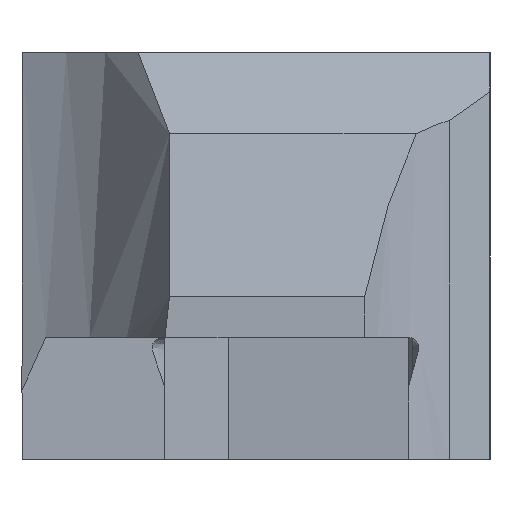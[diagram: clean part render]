
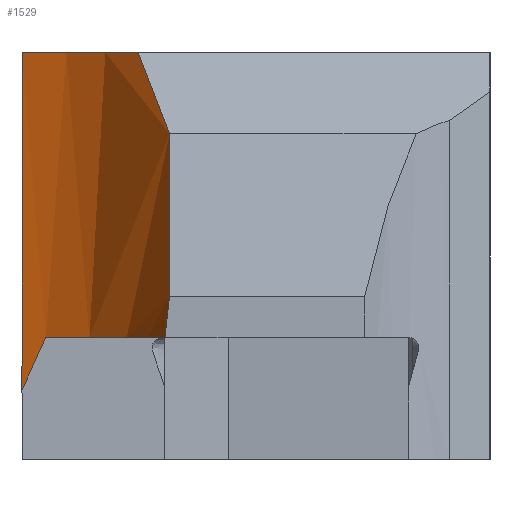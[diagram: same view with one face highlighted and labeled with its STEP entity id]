
A CAD part, left-side view. The second image highlights one B-rep face of the part: STEP entity #1529.
In plain terms, the highlighted free-form (B-spline) face has degree [3, 1] with [4, 2] control points.
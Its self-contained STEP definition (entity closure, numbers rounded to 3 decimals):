
#42 = CARTESIAN_POINT ( 'NONE',  ( 0., 7.949, -16.667 ) ) ;
#57 = CARTESIAN_POINT ( 'NONE',  ( 3.446, 10.916, -17. ) ) ;
#60 = VERTEX_POINT ( 'NONE', #1793 ) ;
#116 = CARTESIAN_POINT ( 'NONE',  ( 5.051, 10.354, -10. ) ) ;
#134 = CARTESIAN_POINT ( 'NONE',  ( 0.724, 8.313, -17. ) ) ;
#144 = CARTESIAN_POINT ( 'NONE',  ( 3.362, 8.579, -10. ) ) ;
#155 = CARTESIAN_POINT ( 'NONE',  ( 1.75, 8.074, -11.322 ) ) ;
#157 = EDGE_CURVE ( 'NONE', #1253, #1357, #2213, .T. ) ;
#182 = CARTESIAN_POINT ( 'NONE',  ( 0., 7.875, -16. ) ) ;
#283 = EDGE_CURVE ( 'NONE', #1048, #1357, #1565, .T. ) ;
#325 = VERTEX_POINT ( 'NONE', #1349 ) ;
#333 = CARTESIAN_POINT ( 'NONE',  ( 1.608, 7.875, -10. ) ) ;
#341 = CARTESIAN_POINT ( 'NONE',  ( 2.417, 8.327, -10.655 ) ) ;
#359 = CARTESIAN_POINT ( 'NONE',  ( 2.23, 9.456, -17. ) ) ;
#366 = ORIENTED_EDGE ( 'NONE', *, *, #157, .T. ) ;
#395 = B_SPLINE_CURVE_WITH_KNOTS ( 'NONE', 3,
 ( #970, #1445, #42, #398 ),
 .UNSPECIFIED., .F., .F.,
 ( 4, 4 ),
 ( 0., 0.001 ),
 .UNSPECIFIED. ) ;
#398 = CARTESIAN_POINT ( 'NONE',  ( 0., 7.988, -17. ) ) ;
#427 = VERTEX_POINT ( 'NONE', #57 ) ;
#474 = B_SPLINE_CURVE_WITH_KNOTS ( 'NONE', 3,
 ( #965, #2023, #1555, #1850, #359, #1925, #134, #1033 ),
 .UNSPECIFIED., .F., .F.,
 ( 4, 2, 2, 4 ),
 ( -0.005, -0.003, -0.002, 0. ),
 .UNSPECIFIED. ) ;
#479 = EDGE_CURVE ( 'NONE', #427, #60, #980, .T. ) ;
#486 = CARTESIAN_POINT ( 'NONE',  ( 8.934, 7.875, 17.343 ) ) ;
#511 = ORIENTED_EDGE ( 'NONE', *, *, #1895, .F. ) ;
#523 = CARTESIAN_POINT ( 'NONE',  ( 0., 7.988, -17. ) ) ;
#588 = VECTOR ( 'NONE', #1720, 1000. ) ;
#632 = CARTESIAN_POINT ( 'NONE',  ( 5.669, 11.5, -10. ) ) ;
#685 = EDGE_LOOP ( 'NONE', ( #1988, #931, #511, #1879, #366, #1324, #2098, #1605 ) ) ;
#693 = CARTESIAN_POINT ( 'NONE',  ( 3.072, 8.647, -10. ) ) ;
#757 = CARTESIAN_POINT ( 'NONE',  ( 3.446, 11.289, -17.873 ) ) ;
#831 = CARTESIAN_POINT ( 'NONE',  ( 3.072, 8.647, -10. ) ) ;
#836 = VECTOR ( 'NONE', #2235, 1000. ) ;
#855 = CARTESIAN_POINT ( 'NONE',  ( 3.433, 11.5, -18.348 ) ) ;
#863 = CARTESIAN_POINT ( 'NONE',  ( 1.072, 7.875, -12. ) ) ;
#931 = ORIENTED_EDGE ( 'NONE', *, *, #1831, .T. ) ;
#965 = CARTESIAN_POINT ( 'NONE',  ( 3.446, 10.916, -17. ) ) ;
#970 = CARTESIAN_POINT ( 'NONE',  ( 0., 7.875, -16. ) ) ;
#980 = B_SPLINE_CURVE_WITH_KNOTS ( 'NONE', 3,
 ( #2175, #1117, #757, #1825 ),
 .UNSPECIFIED., .F., .F.,
 ( 4, 4 ),
 ( 0., 0.001 ),
 .UNSPECIFIED. ) ;
#999 = CARTESIAN_POINT ( 'NONE',  ( 12.996, 11.5, 17.343 ) ) ;
#1000 = EDGE_CURVE ( 'NONE', #1188, #1253, #1535, .T. ) ;
#1033 = CARTESIAN_POINT ( 'NONE',  ( 0.026, 8., -17. ) ) ;
#1039 = CARTESIAN_POINT ( 'NONE',  ( 5.669, 11.5, -10. ) ) ;
#1048 = VERTEX_POINT ( 'NONE', #632 ) ;
#1117 = CARTESIAN_POINT ( 'NONE',  ( 3.446, 11.096, -17.439 ) ) ;
#1129 = CARTESIAN_POINT ( 'NONE',  ( 4.772, 9.837, -10. ) ) ;
#1188 = VERTEX_POINT ( 'NONE', #182 ) ;
#1190 = CARTESIAN_POINT ( 'NONE',  ( 5.669, 11.5, -10. ) ) ;
#1222 = CARTESIAN_POINT ( 'NONE',  ( 2.535, 9.837, -18.348 ) ) ;
#1253 = VERTEX_POINT ( 'NONE', #1449 ) ;
#1324 = ORIENTED_EDGE ( 'NONE', *, *, #283, .F. ) ;
#1325 = CARTESIAN_POINT ( 'NONE',  ( 3.072, 8.647, -10. ) ) ;
#1349 = CARTESIAN_POINT ( 'NONE',  ( 0.026, 8., -17. ) ) ;
#1357 = VERTEX_POINT ( 'NONE', #1325 ) ;
#1398 = CARTESIAN_POINT ( 'NONE',  ( 1.125, 8.579, -18.348 ) ) ;
#1400 =( BOUNDED_SURFACE ( )  B_SPLINE_SURFACE ( 3, 1, ( 
 ( #1039, #855 ),
 ( #1129, #1222 ),
 ( #144, #1398 ),
 ( #333, #1573 ) ),
 .UNSPECIFIED., .F., .F., .F. ) 
 B_SPLINE_SURFACE_WITH_KNOTS ( ( 4, 4 ),
 ( 2, 2 ),
 ( 0., 1. ),
 ( 0., 1. ),
 .UNSPECIFIED. ) 
 GEOMETRIC_REPRESENTATION_ITEM ( )  RATIONAL_B_SPLINE_SURFACE ( (
 ( 1., 1.),
 ( 0.96, 0.96),
 ( 0.96, 0.96),
 ( 1., 1.) ) ) 
 REPRESENTATION_ITEM ( '' )  SURFACE ( )  );
#1445 = CARTESIAN_POINT ( 'NONE',  ( 0., 7.911, -16.334 ) ) ;
#1449 = CARTESIAN_POINT ( 'NONE',  ( 1.072, 7.875, -12. ) ) ;
#1450 = FACE_OUTER_BOUND ( 'NONE', #685, .T. ) ;
#1529 = ADVANCED_FACE ( 'NONE', ( #1450 ), #1400, .T. ) ;
#1535 = LINE ( 'NONE', #486, #588 ) ;
#1555 = CARTESIAN_POINT ( 'NONE',  ( 3.006, 10.294, -17. ) ) ;
#1565 = B_SPLINE_CURVE_WITH_KNOTS ( 'NONE', 3,
 ( #1190, #116, #2070, #831 ),
 .UNSPECIFIED., .F., .F.,
 ( 4, 4 ),
 ( 0., 0.004 ),
 .UNSPECIFIED. ) ;
#1573 = CARTESIAN_POINT ( 'NONE',  ( -0.629, 7.875, -18.348 ) ) ;
#1605 = ORIENTED_EDGE ( 'NONE', *, *, #479, .F. ) ;
#1608 = VERTEX_POINT ( 'NONE', #523 ) ;
#1660 = CARTESIAN_POINT ( 'NONE',  ( 0., 7.988, -17. ) ) ;
#1666 = LINE ( 'NONE', #999, #836 ) ;
#1689 = CARTESIAN_POINT ( 'NONE',  ( 0.009, 7.992, -17. ) ) ;
#1720 = DIRECTION ( 'NONE',  ( 0.259, 0., 0.966 ) ) ;
#1793 = CARTESIAN_POINT ( 'NONE',  ( 3.446, 11.5, -18.298 ) ) ;
#1803 = EDGE_CURVE ( 'NONE', #60, #1048, #1666, .T. ) ;
#1825 = CARTESIAN_POINT ( 'NONE',  ( 3.446, 11.5, -18.298 ) ) ;
#1831 = EDGE_CURVE ( 'NONE', #325, #1608, #2116, .T. ) ;
#1850 = CARTESIAN_POINT ( 'NONE',  ( 2.504, 9.725, -17. ) ) ;
#1879 = ORIENTED_EDGE ( 'NONE', *, *, #1000, .T. ) ;
#1885 = CARTESIAN_POINT ( 'NONE',  ( 0.018, 7.996, -17. ) ) ;
#1895 = EDGE_CURVE ( 'NONE', #1188, #1608, #395, .T. ) ;
#1925 = CARTESIAN_POINT ( 'NONE',  ( 1.362, 8.716, -17. ) ) ;
#1988 = ORIENTED_EDGE ( 'NONE', *, *, #2206, .T. ) ;
#2023 = CARTESIAN_POINT ( 'NONE',  ( 3.236, 10.596, -17. ) ) ;
#2070 = CARTESIAN_POINT ( 'NONE',  ( 4.154, 9.37, -10. ) ) ;
#2098 = ORIENTED_EDGE ( 'NONE', *, *, #1803, .F. ) ;
#2116 = B_SPLINE_CURVE_WITH_KNOTS ( 'NONE', 3,
 ( #2215, #1885, #1689, #1660 ),
 .UNSPECIFIED., .F., .F.,
 ( 4, 4 ),
 ( 0., 0. ),
 .UNSPECIFIED. ) ;
#2175 = CARTESIAN_POINT ( 'NONE',  ( 3.446, 10.916, -17. ) ) ;
#2206 = EDGE_CURVE ( 'NONE', #427, #325, #474, .T. ) ;
#2213 = B_SPLINE_CURVE_WITH_KNOTS ( 'NONE', 3,
 ( #863, #155, #341, #693 ),
 .UNSPECIFIED., .F., .F.,
 ( 4, 4 ),
 ( 0., 0.003 ),
 .UNSPECIFIED. ) ;
#2215 = CARTESIAN_POINT ( 'NONE',  ( 0.026, 8., -17. ) ) ;
#2235 = DIRECTION ( 'NONE',  ( 0.259, 0., 0.966 ) ) ;
